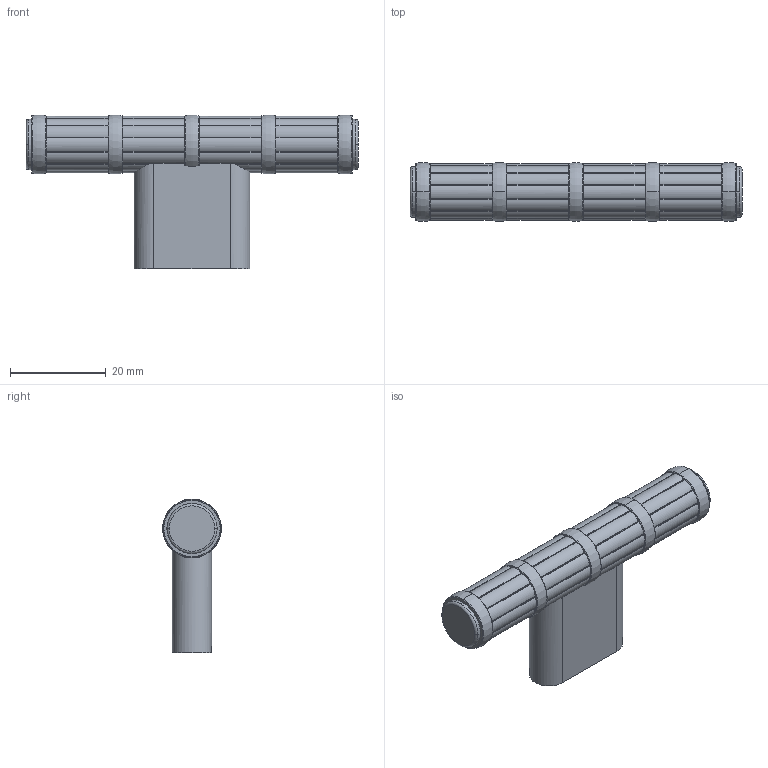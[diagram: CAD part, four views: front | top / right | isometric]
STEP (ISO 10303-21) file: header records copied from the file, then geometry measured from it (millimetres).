
FILE_DESCRIPTION(('Creo Elements/Direct Modeling STEP Export'),'2;1');
FILE_NAME('2607-69.stp','2023-03-28T12:44:55',(''),(''),'Creo Elements/Direct Modeling STEP processor for AP214 (Solid Model)','Creo Elements/Direct Modeling 20.0 12-Nov-2016 (C) Parametric Technology GmbH','');
FILE_SCHEMA(('AUTOMOTIVE_DESIGN { 1 0 10303 214 1 1 1 1 }'));
Length unit declared in the file: millimetre
Products named in the file (1): ZN-11971
Bounding box: 69.4 x 12.23 x 32.16 mm (x, y, z)
Volume: 9541.3 mm3; surface area: 5345.3 mm2
Topology: 1 solids, 1 shells, 1105 faces, 2700 edges, 1540 vertices
Faces by surface type: torus 436, bspline 261, cylinder 209, plane 103, sphere 88, cone 8
Entity records: 36877 total; most frequent: CARTESIAN_POINT 12225, DIRECTION 5552, ORIENTED_EDGE 5272, AXIS2_PLACEMENT_3D 2659, EDGE_CURVE 2636, CIRCLE 1814, VERTEX_POINT 1540, EDGE_LOOP 1112
